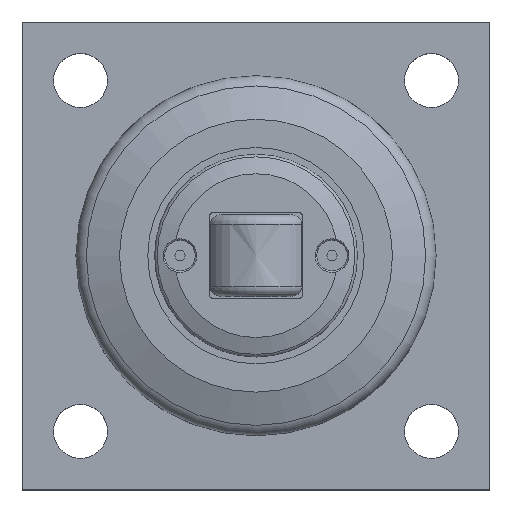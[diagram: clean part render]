
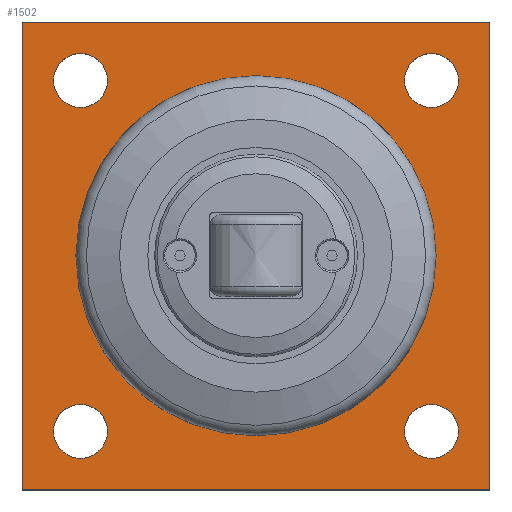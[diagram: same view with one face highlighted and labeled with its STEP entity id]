
A CAD part, top view. The second image highlights one B-rep face of the part: STEP entity #1502.
In plain terms, the highlighted planar face has unit normal (0, 0, 1).
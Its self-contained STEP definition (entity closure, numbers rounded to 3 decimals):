
#77=FACE_BOUND('',#336,.T.);
#78=FACE_BOUND('',#337,.T.);
#79=FACE_BOUND('',#338,.T.);
#80=FACE_BOUND('',#339,.T.);
#81=FACE_BOUND('',#340,.T.);
#152=CIRCLE('',#1663,29.);
#158=CIRCLE('',#1672,6.918);
#159=CIRCLE('',#1673,6.918);
#161=CIRCLE('',#1676,6.918);
#162=CIRCLE('',#1677,6.918);
#164=CIRCLE('',#1680,6.918);
#165=CIRCLE('',#1681,6.918);
#167=CIRCLE('',#1684,6.918);
#168=CIRCLE('',#1685,6.918);
#242=FACE_OUTER_BOUND('',#335,.T.);
#335=EDGE_LOOP('',(#1326,#1327,#1328,#1329));
#336=EDGE_LOOP('',(#1330));
#337=EDGE_LOOP('',(#1331,#1332));
#338=EDGE_LOOP('',(#1333,#1334));
#339=EDGE_LOOP('',(#1335,#1336));
#340=EDGE_LOOP('',(#1337,#1338));
#437=LINE('',#2660,#554);
#441=LINE('',#2668,#558);
#444=LINE('',#2674,#561);
#447=LINE('',#2679,#564);
#554=VECTOR('',#2102,10.);
#558=VECTOR('',#2108,10.);
#561=VECTOR('',#2113,10.);
#564=VECTOR('',#2118,10.);
#695=VERTEX_POINT('',#2609);
#701=VERTEX_POINT('',#2626);
#702=VERTEX_POINT('',#2627);
#704=VERTEX_POINT('',#2634);
#705=VERTEX_POINT('',#2635);
#707=VERTEX_POINT('',#2642);
#708=VERTEX_POINT('',#2643);
#710=VERTEX_POINT('',#2650);
#711=VERTEX_POINT('',#2651);
#713=VERTEX_POINT('',#2658);
#714=VERTEX_POINT('',#2659);
#717=VERTEX_POINT('',#2667);
#719=VERTEX_POINT('',#2673);
#896=EDGE_CURVE('',#695,#695,#152,.T.);
#903=EDGE_CURVE('',#701,#702,#158,.T.);
#904=EDGE_CURVE('',#702,#701,#159,.T.);
#907=EDGE_CURVE('',#704,#705,#161,.T.);
#908=EDGE_CURVE('',#705,#704,#162,.T.);
#911=EDGE_CURVE('',#707,#708,#164,.T.);
#912=EDGE_CURVE('',#708,#707,#165,.T.);
#915=EDGE_CURVE('',#710,#711,#167,.T.);
#916=EDGE_CURVE('',#711,#710,#168,.T.);
#919=EDGE_CURVE('',#713,#714,#437,.T.);
#923=EDGE_CURVE('',#714,#717,#441,.T.);
#926=EDGE_CURVE('',#717,#719,#444,.T.);
#929=EDGE_CURVE('',#719,#713,#447,.T.);
#1326=ORIENTED_EDGE('',*,*,#919,.F.);
#1327=ORIENTED_EDGE('',*,*,#929,.F.);
#1328=ORIENTED_EDGE('',*,*,#926,.F.);
#1329=ORIENTED_EDGE('',*,*,#923,.F.);
#1330=ORIENTED_EDGE('',*,*,#896,.T.);
#1331=ORIENTED_EDGE('',*,*,#903,.T.);
#1332=ORIENTED_EDGE('',*,*,#904,.T.);
#1333=ORIENTED_EDGE('',*,*,#907,.T.);
#1334=ORIENTED_EDGE('',*,*,#908,.T.);
#1335=ORIENTED_EDGE('',*,*,#911,.T.);
#1336=ORIENTED_EDGE('',*,*,#912,.T.);
#1337=ORIENTED_EDGE('',*,*,#915,.T.);
#1338=ORIENTED_EDGE('',*,*,#916,.T.);
#1423=PLANE('',#1692);
#1502=ADVANCED_FACE('',(#242,#77,#78,#79,#80,#81),#1423,.T.);
#1663=AXIS2_PLACEMENT_3D('',#2611,#2047,#2048);
#1672=AXIS2_PLACEMENT_3D('',#2628,#2066,#2067);
#1673=AXIS2_PLACEMENT_3D('',#2629,#2068,#2069);
#1676=AXIS2_PLACEMENT_3D('',#2636,#2075,#2076);
#1677=AXIS2_PLACEMENT_3D('',#2637,#2077,#2078);
#1680=AXIS2_PLACEMENT_3D('',#2644,#2084,#2085);
#1681=AXIS2_PLACEMENT_3D('',#2645,#2086,#2087);
#1684=AXIS2_PLACEMENT_3D('',#2652,#2093,#2094);
#1685=AXIS2_PLACEMENT_3D('',#2653,#2095,#2096);
#1692=AXIS2_PLACEMENT_3D('',#2682,#2122,#2123);
#2047=DIRECTION('center_axis',(0.,0.,-1.));
#2048=DIRECTION('ref_axis',(-1.,0.,0.));
#2066=DIRECTION('center_axis',(0.,0.,-1.));
#2067=DIRECTION('ref_axis',(1.,0.,0.));
#2068=DIRECTION('center_axis',(0.,0.,-1.));
#2069=DIRECTION('ref_axis',(1.,0.,0.));
#2075=DIRECTION('center_axis',(0.,0.,-1.));
#2076=DIRECTION('ref_axis',(1.,0.,0.));
#2077=DIRECTION('center_axis',(0.,0.,-1.));
#2078=DIRECTION('ref_axis',(1.,0.,0.));
#2084=DIRECTION('center_axis',(0.,0.,-1.));
#2085=DIRECTION('ref_axis',(1.,0.,0.));
#2086=DIRECTION('center_axis',(0.,0.,-1.));
#2087=DIRECTION('ref_axis',(1.,0.,0.));
#2093=DIRECTION('center_axis',(0.,0.,-1.));
#2094=DIRECTION('ref_axis',(1.,0.,0.));
#2095=DIRECTION('center_axis',(0.,0.,-1.));
#2096=DIRECTION('ref_axis',(1.,0.,0.));
#2102=DIRECTION('',(0.,1.,0.));
#2108=DIRECTION('',(1.,0.,0.));
#2113=DIRECTION('',(0.,-1.,0.));
#2118=DIRECTION('',(-1.,0.,0.));
#2122=DIRECTION('center_axis',(0.,0.,1.));
#2123=DIRECTION('ref_axis',(1.,0.,0.));
#2609=CARTESIAN_POINT('',(89.,60.,20.));
#2611=CARTESIAN_POINT('Origin',(60.,60.,20.));
#2626=CARTESIAN_POINT('',(21.918,15.,20.));
#2627=CARTESIAN_POINT('',(8.083,15.,20.));
#2628=CARTESIAN_POINT('Origin',(15.,15.,20.));
#2629=CARTESIAN_POINT('Origin',(15.,15.,20.));
#2634=CARTESIAN_POINT('',(111.918,15.,20.));
#2635=CARTESIAN_POINT('',(98.083,15.,20.));
#2636=CARTESIAN_POINT('Origin',(105.,15.,20.));
#2637=CARTESIAN_POINT('Origin',(105.,15.,20.));
#2642=CARTESIAN_POINT('',(111.918,105.,20.));
#2643=CARTESIAN_POINT('',(98.083,105.,20.));
#2644=CARTESIAN_POINT('Origin',(105.,105.,20.));
#2645=CARTESIAN_POINT('Origin',(105.,105.,20.));
#2650=CARTESIAN_POINT('',(21.918,105.,20.));
#2651=CARTESIAN_POINT('',(8.083,105.,20.));
#2652=CARTESIAN_POINT('Origin',(15.,105.,20.));
#2653=CARTESIAN_POINT('Origin',(15.,105.,20.));
#2658=CARTESIAN_POINT('',(0.,0.,20.));
#2659=CARTESIAN_POINT('',(0.,120.,20.));
#2660=CARTESIAN_POINT('',(0.,120.,20.));
#2667=CARTESIAN_POINT('',(120.,120.,20.));
#2668=CARTESIAN_POINT('',(120.,120.,20.));
#2673=CARTESIAN_POINT('',(120.,0.,20.));
#2674=CARTESIAN_POINT('',(120.,0.,20.));
#2679=CARTESIAN_POINT('',(0.,0.,20.));
#2682=CARTESIAN_POINT('Origin',(60.,60.,20.));
